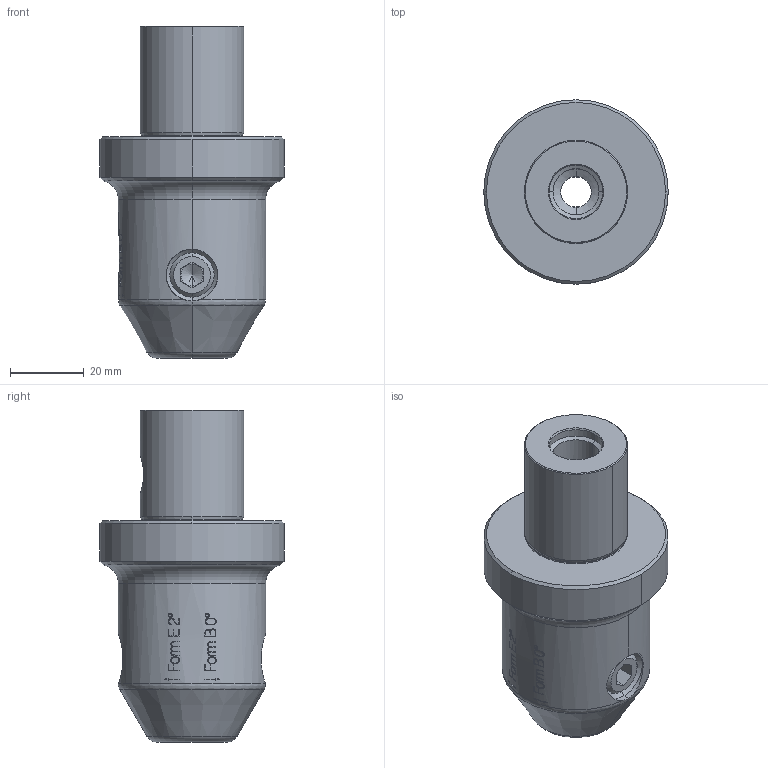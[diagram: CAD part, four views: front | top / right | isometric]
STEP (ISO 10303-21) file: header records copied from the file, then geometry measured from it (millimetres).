
FILE_DESCRIPTION(('no description'),'unknown implementation level');
FILE_NAME('51034F99-6E17-487B-BF68-549C9093C8CF_export.stp',' ',('CIMSOURCE GmbH'),('CADClick - KiM GmbH - www.kimweb.de'),'unknown preprocess','ACIS','unknown authorization');
FILE_SCHEMA(('automotive_design'));
Length unit declared in the file: millimetre
Products named in the file (3): 335.238 Kaiser CKS5 X D14 B+E|690.480 Kaiser ETL M12 X 14_Standard;NONE; 335.238 Kaiser CKS5 X D14 B+E|335.238 Kaiser CKS5 X D14 B+E_Standard;NONE
Bounding box: 50 x 50 x 90 mm (x, y, z)
Volume: 83803.5 mm3; surface area: 18747.9 mm2
Topology: 3 solids, 3 shells, 328 faces, 838 edges, 532 vertices
Faces by surface type: plane 130, bspline 91, cylinder 53, cone 42, torus 12
Entity records: 23727 total; most frequent: CARTESIAN_POINT 6799, STYLED_ITEM 1693, PRESENTATION_STYLE_ASSIGNMENT 1693, COLOUR_RGB 1693, ORIENTED_EDGE 1660, DIRECTION 1332, EDGE_CURVE 830, CURVE_STYLE 830
